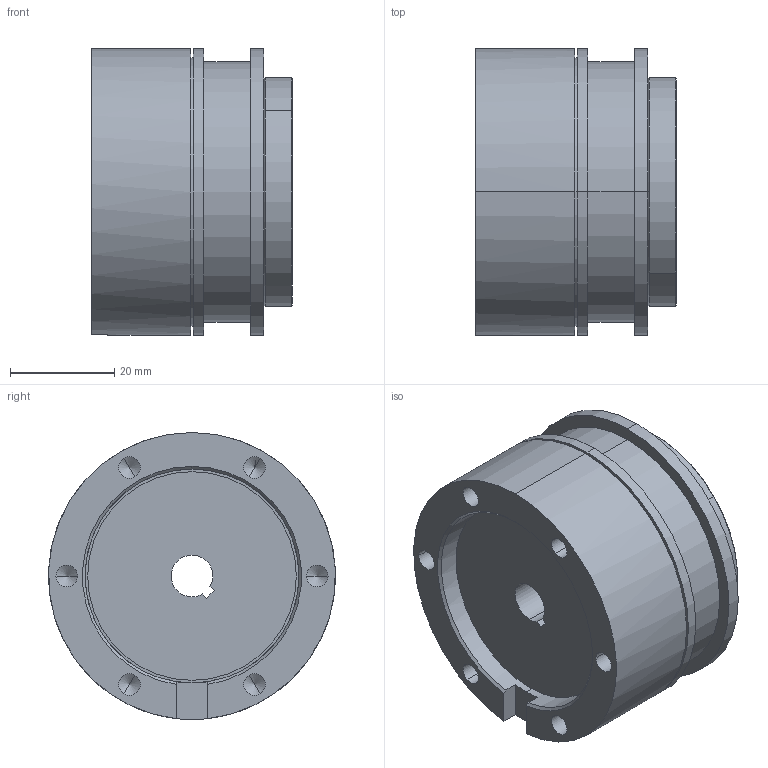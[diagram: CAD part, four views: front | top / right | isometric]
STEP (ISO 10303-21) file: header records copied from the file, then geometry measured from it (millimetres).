
FILE_DESCRIPTION(('STEP AP203'),'1');
FILE_NAME('mayr_0___400_401_0___8_bqptarjqt9s28mpquxfw1xzrr.stp','2014-04-28T18:56:15',('TraceParts'),('TraceParts S.A.'),'XStep 1.0',' ',' ');
FILE_SCHEMA(('CONFIG_CONTROL_DESIGN'));
Length unit declared in the file: millimetre
Products named in the file (1): 1
Bounding box: 38.5 x 55 x 55 mm (x, y, z)
Volume: 59402 mm3; surface area: 26881.2 mm2
Topology: 2 solids, 2 shells, 151 faces, 399 edges, 246 vertices
Faces by surface type: cylinder 65, plane 50, cone 36
Entity records: 4701 total; most frequent: CARTESIAN_POINT 899, DIRECTION 829, ORIENTED_EDGE 770, EDGE_CURVE 385, AXIS2_PLACEMENT_3D 324, VERTEX_POINT 246, LINE 181, VECTOR 181
